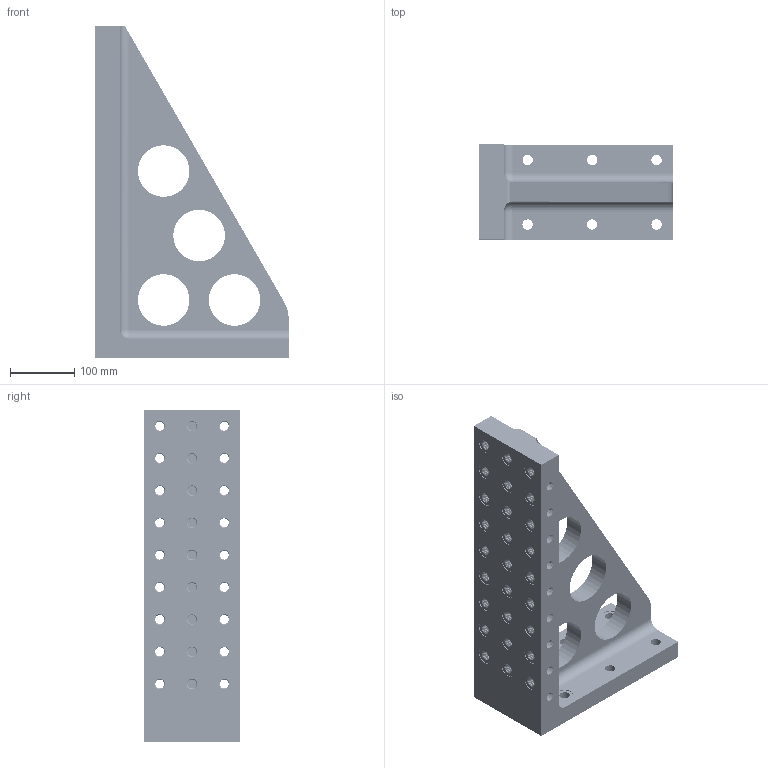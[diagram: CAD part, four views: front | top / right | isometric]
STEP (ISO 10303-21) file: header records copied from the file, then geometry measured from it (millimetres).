
FILE_DESCRIPTION(('STEP AP214'),'1');
FILE_NAME(' ',' ',('TraceParts'),('TraceParts S.A.'),'XStep 1.0',' ',' ');
FILE_SCHEMA(('automotive_design'));
Length unit declared in the file: millimetre
Products named in the file (1): 1
Bounding box: 300 x 148 x 515 mm (x, y, z)
Volume: 5312231.2 mm3; surface area: 532106.2 mm2
Topology: 1 solids, 1 shells, 7555 faces, 15206 edges, 7707 vertices
Faces by surface type: torus 2934, cone 2934, cylinder 1616, plane 69, sphere 2
Entity records: 368176 total; most frequent: DIRECTION 40935, CARTESIAN_POINT 30493, STYLED_ITEM 30467, PRESENTATION_STYLE_ASSIGNMENT 30467, COLOUR_RGB 30467, ORIENTED_EDGE 30408, AXIS2_PLACEMENT_3D 18177, EDGE_CURVE 15204
